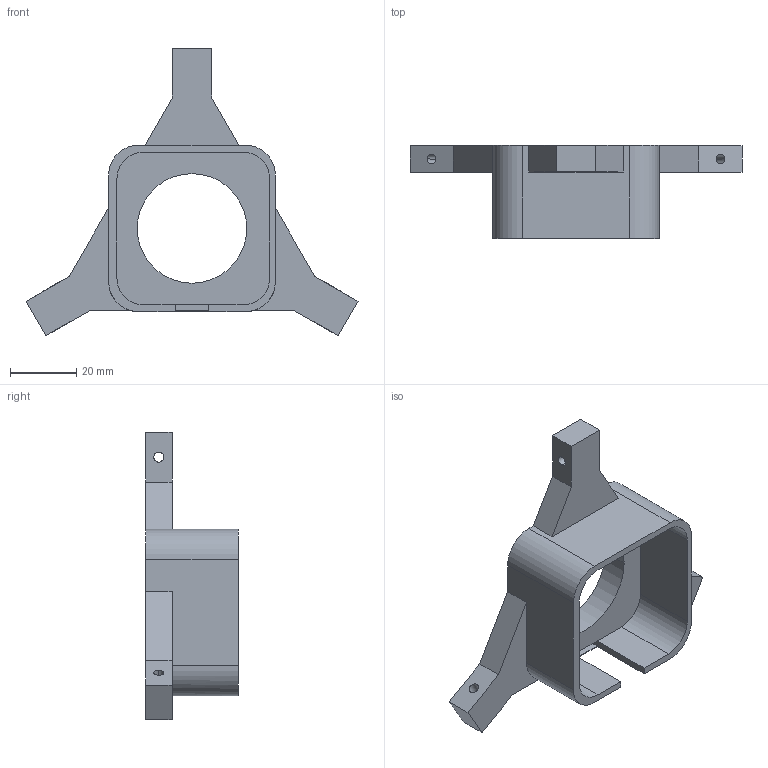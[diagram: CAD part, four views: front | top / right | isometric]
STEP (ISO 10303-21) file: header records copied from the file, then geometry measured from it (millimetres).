
FILE_DESCRIPTION((''),'2;1');
FILE_NAME('BASE','2018-01-28T',('Sergi'),(''),'PRO/ENGINEER BY PARAMETRIC TECHNOLOGY CORPORATION, 2014310','PRO/ENGINEER BY PARAMETRIC TECHNOLOGY CORPORATION, 2014310','');
FILE_SCHEMA(('CONFIG_CONTROL_DESIGN'));
Length unit declared in the file: millimetre
Products named in the file (1): BASE
Bounding box: 99.99 x 28 x 86.59 mm (x, y, z)
Volume: 30015.2 mm3; surface area: 16362.1 mm2
Topology: 1 solids, 1 shells, 52 faces, 148 edges, 98 vertices
Faces by surface type: plane 36, cylinder 16
Entity records: 1744 total; most frequent: CARTESIAN_POINT 298, ORIENTED_EDGE 296, DIRECTION 286, EDGE_CURVE 148, VECTOR 114, LINE 114, VERTEX_POINT 98, AXIS2_PLACEMENT_3D 86
